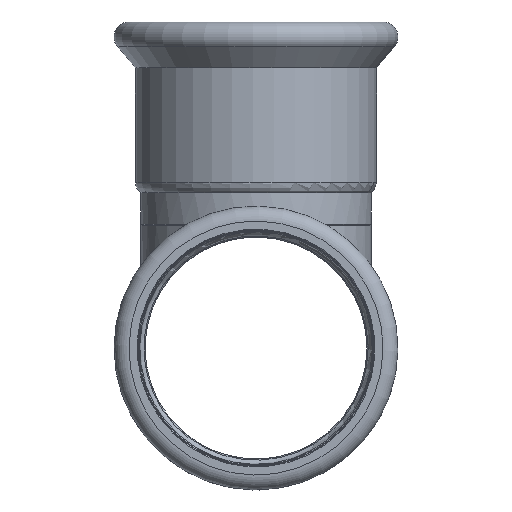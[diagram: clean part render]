
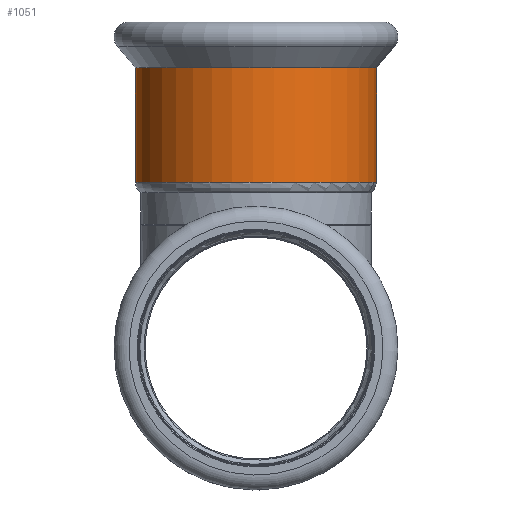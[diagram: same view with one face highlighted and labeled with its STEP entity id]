
A CAD part, left-side view. The second image highlights one B-rep face of the part: STEP entity #1051.
In plain terms, the highlighted cylindrical face has radius 56.4 mm (diameter 112.8 mm), a full revolution.
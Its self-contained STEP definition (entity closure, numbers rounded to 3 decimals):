
#142=FACE_OUTER_BOUND('',#213,.T.);
#213=EDGE_LOOP('',(#850,#851,#852,#853));
#256=LINE('',#4006,#289);
#289=VECTOR('',#1505,56.4);
#366=CIRCLE('',#1206,56.4);
#367=CIRCLE('',#1207,56.4);
#460=VERTEX_POINT('',#4003);
#461=VERTEX_POINT('',#4005);
#593=EDGE_CURVE('',#460,#460,#366,.T.);
#594=EDGE_CURVE('',#460,#461,#256,.T.);
#595=EDGE_CURVE('',#461,#461,#367,.T.);
#850=ORIENTED_EDGE('',*,*,#593,.F.);
#851=ORIENTED_EDGE('',*,*,#594,.T.);
#852=ORIENTED_EDGE('',*,*,#595,.T.);
#853=ORIENTED_EDGE('',*,*,#594,.F.);
#931=CYLINDRICAL_SURFACE('',#1205,56.4);
#1051=ADVANCED_FACE('',(#142),#931,.T.);
#1205=AXIS2_PLACEMENT_3D('',#4002,#1501,#1502);
#1206=AXIS2_PLACEMENT_3D('',#4004,#1503,#1504);
#1207=AXIS2_PLACEMENT_3D('',#4007,#1506,#1507);
#1501=DIRECTION('center_axis',(0.,0.,1.));
#1502=DIRECTION('ref_axis',(0.479,-0.878,0.));
#1503=DIRECTION('center_axis',(0.,0.,1.));
#1504=DIRECTION('ref_axis',(-1.,0.,0.));
#1505=DIRECTION('',(0.,0.,-1.));
#1506=DIRECTION('center_axis',(0.,0.,1.));
#1507=DIRECTION('ref_axis',(-1.,0.,0.));
#4002=CARTESIAN_POINT('Origin',(0.,0.,72.5));
#4003=CARTESIAN_POINT('',(-27.04,49.496,131.035));
#4004=CARTESIAN_POINT('Origin',(0.,0.,131.035));
#4005=CARTESIAN_POINT('',(-27.04,49.496,77.5));
#4006=CARTESIAN_POINT('',(-27.04,49.496,72.5));
#4007=CARTESIAN_POINT('Origin',(0.,0.,77.5));
